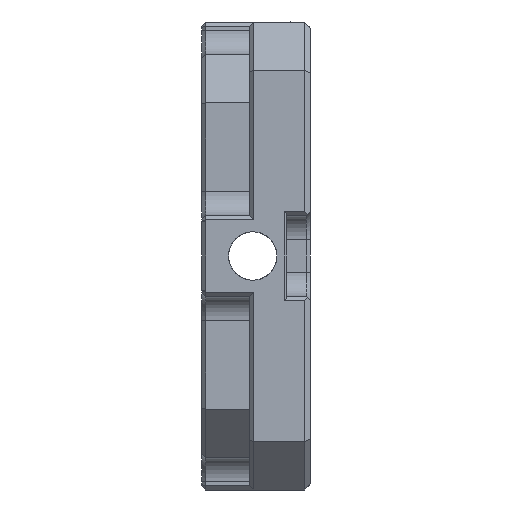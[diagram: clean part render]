
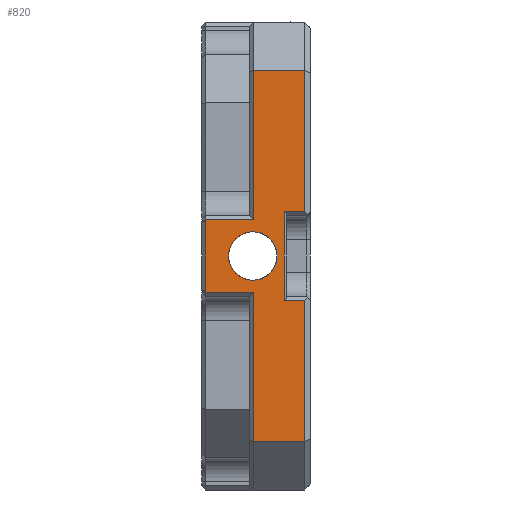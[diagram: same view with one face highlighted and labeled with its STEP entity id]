
A CAD part, left-side view. The second image highlights one B-rep face of the part: STEP entity #820.
In plain terms, the highlighted planar face has unit normal (-1, 0, 0).
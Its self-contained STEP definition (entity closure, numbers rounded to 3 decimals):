
#820=ADVANCED_FACE('',(#2157,#2158),#1452,.F.);
#1452=PLANE('',#11414);
#2157=FACE_BOUND('',#2450,.T.);
#2158=FACE_BOUND('',#2451,.T.);
#2450=EDGE_LOOP('',(#3711,#3712,#3713,#3714,#3715,#3716,#3717,#3718,#3719,
#3720,#3721,#3722,#3723,#3724,#3725,#3726,#3727,#3728));
#2451=EDGE_LOOP('',(#3729));
#3241=CIRCLE('',#11413,6.);
#3711=ORIENTED_EDGE('',*,*,#7790,.T.);
#3712=ORIENTED_EDGE('',*,*,#7791,.T.);
#3713=ORIENTED_EDGE('',*,*,#7723,.T.);
#3714=ORIENTED_EDGE('',*,*,#7792,.T.);
#3715=ORIENTED_EDGE('',*,*,#7793,.T.);
#3716=ORIENTED_EDGE('',*,*,#7794,.T.);
#3717=ORIENTED_EDGE('',*,*,#7795,.T.);
#3718=ORIENTED_EDGE('',*,*,#7796,.F.);
#3719=ORIENTED_EDGE('',*,*,#7796,.T.);
#3720=ORIENTED_EDGE('',*,*,#7797,.T.);
#3721=ORIENTED_EDGE('',*,*,#7798,.T.);
#3722=ORIENTED_EDGE('',*,*,#7798,.F.);
#3723=ORIENTED_EDGE('',*,*,#7799,.T.);
#3724=ORIENTED_EDGE('',*,*,#7800,.T.);
#3725=ORIENTED_EDGE('',*,*,#7801,.T.);
#3726=ORIENTED_EDGE('',*,*,#7802,.T.);
#3727=ORIENTED_EDGE('',*,*,#7721,.T.);
#3728=ORIENTED_EDGE('',*,*,#7803,.T.);
#3729=ORIENTED_EDGE('',*,*,#7804,.T.);
#6687=VERTEX_POINT('',#15842);
#6688=VERTEX_POINT('',#15844);
#6689=VERTEX_POINT('',#15848);
#6690=VERTEX_POINT('',#15849);
#6755=VERTEX_POINT('',#15984);
#6756=VERTEX_POINT('',#15985);
#6757=VERTEX_POINT('',#15988);
#6758=VERTEX_POINT('',#15990);
#6759=VERTEX_POINT('',#15992);
#6760=VERTEX_POINT('',#15994);
#6761=VERTEX_POINT('',#15996);
#6762=VERTEX_POINT('',#15998);
#6763=VERTEX_POINT('',#16000);
#6764=VERTEX_POINT('',#16002);
#6765=VERTEX_POINT('',#16004);
#6766=VERTEX_POINT('',#16006);
#6767=VERTEX_POINT('',#16010);
#7721=EDGE_CURVE('',#6688,#6687,#9196,.T.);
#7723=EDGE_CURVE('',#6689,#6690,#9198,.T.);
#7790=EDGE_CURVE('',#6755,#6756,#9242,.T.);
#7791=EDGE_CURVE('',#6756,#6689,#9243,.T.);
#7792=EDGE_CURVE('',#6690,#6757,#9244,.T.);
#7793=EDGE_CURVE('',#6757,#6758,#9245,.T.);
#7794=EDGE_CURVE('',#6758,#6759,#9246,.T.);
#7795=EDGE_CURVE('',#6759,#6760,#9247,.T.);
#7796=EDGE_CURVE('',#6761,#6760,#9248,.T.);
#7797=EDGE_CURVE('',#6760,#6762,#9249,.T.);
#7798=EDGE_CURVE('',#6762,#6763,#9250,.T.);
#7799=EDGE_CURVE('',#6762,#6764,#9251,.T.);
#7800=EDGE_CURVE('',#6764,#6765,#9252,.T.);
#7801=EDGE_CURVE('',#6765,#6766,#9253,.T.);
#7802=EDGE_CURVE('',#6766,#6688,#9254,.T.);
#7803=EDGE_CURVE('',#6687,#6755,#9255,.T.);
#7804=EDGE_CURVE('',#6767,#6767,#3241,.T.);
#9196=LINE('',#15843,#10373);
#9198=LINE('',#15847,#10375);
#9242=LINE('',#15983,#10419);
#9243=LINE('',#15986,#10420);
#9244=LINE('',#15987,#10421);
#9245=LINE('',#15989,#10422);
#9246=LINE('',#15991,#10423);
#9247=LINE('',#15993,#10424);
#9248=LINE('',#15995,#10425);
#9249=LINE('',#15997,#10426);
#9250=LINE('',#15999,#10427);
#9251=LINE('',#16001,#10428);
#9252=LINE('',#16003,#10429);
#9253=LINE('',#16005,#10430);
#9254=LINE('',#16007,#10431);
#9255=LINE('',#16008,#10432);
#10373=VECTOR('',#12406,1.);
#10375=VECTOR('',#12410,1.);
#10419=VECTOR('',#12506,1.);
#10420=VECTOR('',#12507,1.);
#10421=VECTOR('',#12508,1.);
#10422=VECTOR('',#12509,1.);
#10423=VECTOR('',#12510,1.);
#10424=VECTOR('',#12511,1.);
#10425=VECTOR('',#12512,1.);
#10426=VECTOR('',#12513,1.);
#10427=VECTOR('',#12514,1.);
#10428=VECTOR('',#12515,1.);
#10429=VECTOR('',#12516,1.);
#10430=VECTOR('',#12517,1.);
#10431=VECTOR('',#12518,1.);
#10432=VECTOR('',#12519,1.);
#11413=AXIS2_PLACEMENT_3D('',#16009,#12520,#12521);
#11414=AXIS2_PLACEMENT_3D('',#16011,#12522,#12523);
#12406=DIRECTION('',(0.,0.,1.));
#12410=DIRECTION('',(0.,0.,1.));
#12506=DIRECTION('',(0.,0.,1.));
#12507=DIRECTION('',(0.,-1.,0.));
#12508=DIRECTION('',(0.,1.,0.));
#12509=DIRECTION('',(0.,0.,-1.));
#12510=DIRECTION('',(0.,1.,0.));
#12511=DIRECTION('',(0.,0.,-1.));
#12512=DIRECTION('',(0.,1.,0.));
#12513=DIRECTION('',(0.,0.,-1.));
#12514=DIRECTION('',(0.,-1.,0.));
#12515=DIRECTION('',(0.,0.,-1.));
#12516=DIRECTION('',(0.,-1.,0.));
#12517=DIRECTION('',(0.,0.,-1.));
#12518=DIRECTION('',(0.,-1.,0.));
#12519=DIRECTION('',(0.,1.,0.));
#12520=DIRECTION('',(1.,0.,0.));
#12521=DIRECTION('',(0.,0.,-1.));
#12522=DIRECTION('',(1.,0.,0.));
#12523=DIRECTION('',(0.,0.,-1.));
#15842=CARTESIAN_POINT('',(-60.,1.5,-211.));
#15843=CARTESIAN_POINT('',(-60.,1.5,-258.));
#15844=CARTESIAN_POINT('',(-60.,1.5,-246.));
#15847=CARTESIAN_POINT('',(-60.,1.5,-258.));
#15848=CARTESIAN_POINT('',(-60.,1.5,-189.));
#15849=CARTESIAN_POINT('',(-60.,1.5,-154.));
#15983=CARTESIAN_POINT('',(-60.,6.5,-258.));
#15984=CARTESIAN_POINT('',(-60.,6.5,-211.));
#15985=CARTESIAN_POINT('',(-60.,6.5,-189.));
#15986=CARTESIAN_POINT('',(-60.,27.,-189.));
#15987=CARTESIAN_POINT('',(-60.,27.,-154.));
#15988=CARTESIAN_POINT('',(-60.,14.,-154.));
#15989=CARTESIAN_POINT('',(-60.,14.,-258.));
#15990=CARTESIAN_POINT('',(-60.,14.,-191.));
#15991=CARTESIAN_POINT('',(-60.,27.,-191.));
#15992=CARTESIAN_POINT('',(-60.,26.,-191.));
#15993=CARTESIAN_POINT('',(-60.,26.,-142.));
#15994=CARTESIAN_POINT('',(-60.,26.,-191.5));
#15995=CARTESIAN_POINT('',(-60.,27.,-191.5));
#15996=CARTESIAN_POINT('',(-60.,15.,-191.5));
#15997=CARTESIAN_POINT('',(-60.,26.,-258.));
#15998=CARTESIAN_POINT('',(-60.,26.,-208.5));
#15999=CARTESIAN_POINT('',(-60.,27.,-208.5));
#16000=CARTESIAN_POINT('',(-60.,15.,-208.5));
#16001=CARTESIAN_POINT('',(-60.,26.,-258.));
#16002=CARTESIAN_POINT('',(-60.,26.,-209.));
#16003=CARTESIAN_POINT('',(-60.,27.,-209.));
#16004=CARTESIAN_POINT('',(-60.,14.,-209.));
#16005=CARTESIAN_POINT('',(-60.,14.,-258.));
#16006=CARTESIAN_POINT('',(-60.,14.,-246.));
#16007=CARTESIAN_POINT('',(-60.,27.,-246.));
#16008=CARTESIAN_POINT('',(-60.,27.,-211.));
#16009=CARTESIAN_POINT('',(-60.,14.3,-200.));
#16010=CARTESIAN_POINT('',(-60.,14.3,-206.));
#16011=CARTESIAN_POINT('',(-60.,27.,-258.));
